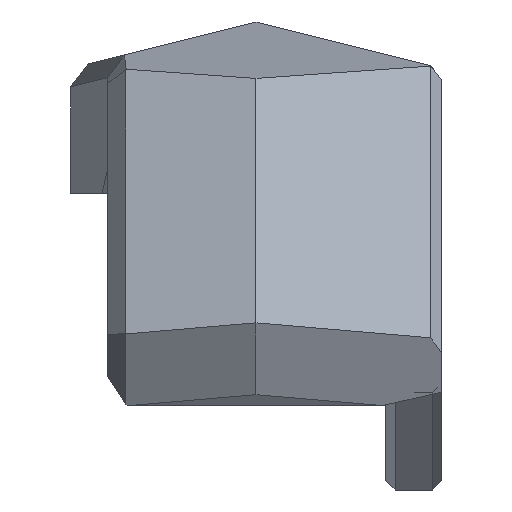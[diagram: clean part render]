
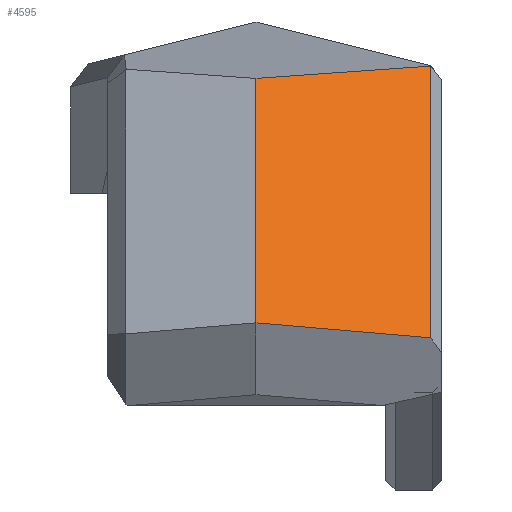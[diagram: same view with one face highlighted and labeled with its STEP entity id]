
A CAD part, left-side view. The second image highlights one B-rep face of the part: STEP entity #4595.
In plain terms, the highlighted planar face has unit normal (-0.912, -0.242, 0.332).
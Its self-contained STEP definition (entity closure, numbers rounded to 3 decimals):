
#267=FACE_OUTER_BOUND('',#529,.T.);
#529=EDGE_LOOP('',(#3472,#3473,#3474,#3475));
#944=LINE('',#6859,#1527);
#948=LINE('',#6866,#1531);
#955=LINE('',#6881,#1538);
#959=LINE('',#6888,#1542);
#1527=VECTOR('',#5559,10.);
#1531=VECTOR('',#5565,10.);
#1538=VECTOR('',#5578,10.);
#1542=VECTOR('',#5584,10.);
#2029=VERTEX_POINT('',#6856);
#2030=VERTEX_POINT('',#6858);
#2032=VERTEX_POINT('',#6864);
#2037=VERTEX_POINT('',#6880);
#2549=EDGE_CURVE('',#2029,#2030,#944,.T.);
#2553=EDGE_CURVE('',#2029,#2032,#948,.T.);
#2560=EDGE_CURVE('',#2030,#2037,#955,.T.);
#2564=EDGE_CURVE('',#2037,#2032,#959,.T.);
#3472=ORIENTED_EDGE('',*,*,#2549,.F.);
#3473=ORIENTED_EDGE('',*,*,#2553,.T.);
#3474=ORIENTED_EDGE('',*,*,#2564,.F.);
#3475=ORIENTED_EDGE('',*,*,#2560,.F.);
#4372=PLANE('',#4869);
#4595=ADVANCED_FACE('',(#267),#4372,.T.);
#4869=AXIS2_PLACEMENT_3D('',#6887,#5582,#5583);
#5559=DIRECTION('',(-0.342,0.,-0.94));
#5565=DIRECTION('',(-0.279,0.958,-0.067));
#5578=DIRECTION('',(-0.228,0.97,0.083));
#5582=DIRECTION('center_axis',(-0.912,-0.243,0.332));
#5583=DIRECTION('ref_axis',(0.228,-0.97,-0.083));
#5584=DIRECTION('',(0.342,0.,0.94));
#6856=CARTESIAN_POINT('',(-26.677,-9.668,4.311));
#6858=CARTESIAN_POINT('',(-32.011,-9.668,-10.344));
#6859=CARTESIAN_POINT('',(-29.906,-9.668,-4.562));
#6864=CARTESIAN_POINT('',(-29.423,-0.25,3.649));
#6866=CARTESIAN_POINT('',(-29.551,0.189,3.618));
#6880=CARTESIAN_POINT('',(-34.223,-0.25,-9.538));
#6881=CARTESIAN_POINT('',(-33.393,-3.781,-9.84));
#6887=CARTESIAN_POINT('Origin',(-35.249,-0.25,-12.357));
#6888=CARTESIAN_POINT('',(-35.249,-0.25,-12.357));
